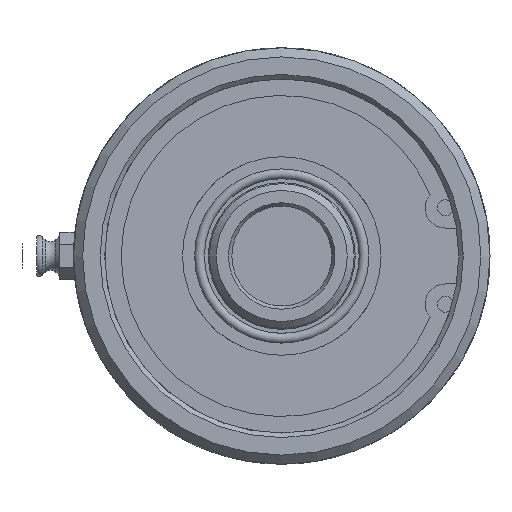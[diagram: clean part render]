
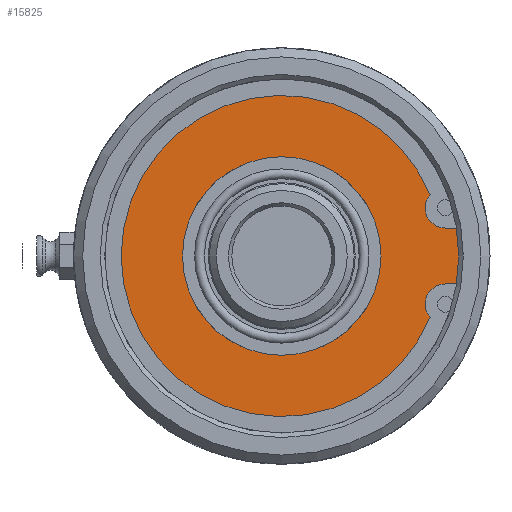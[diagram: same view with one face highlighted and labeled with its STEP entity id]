
A CAD part, left-side view. The second image highlights one B-rep face of the part: STEP entity #15825.
In plain terms, the highlighted planar face has unit normal (-1, 0, 0).
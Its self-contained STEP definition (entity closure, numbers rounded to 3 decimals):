
#185=FACE_BOUND('',#5539,.T.);
#1377=LINE('',#107970,#2264);
#1382=LINE('',#107984,#2269);
#2264=VECTOR('',#19028,10.);
#2269=VECTOR('',#19035,10.);
#4559=FACE_OUTER_BOUND('',#5538,.T.);
#5538=EDGE_LOOP('',(#14139,#14140,#14141,#14142,#14143,#14144));
#5539=EDGE_LOOP('',(#14145));
#5916=CIRCLE('',#16636,3.556);
#5918=CIRCLE('',#16639,28.142);
#5920=CIRCLE('',#16642,3.556);
#5927=CIRCLE('',#16654,33.45);
#5928=CIRCLE('',#16657,17.4);
#7423=VERTEX_POINT('',#107967);
#7424=VERTEX_POINT('',#107969);
#7428=VERTEX_POINT('',#107981);
#7429=VERTEX_POINT('',#107983);
#7430=VERTEX_POINT('',#107987);
#7432=VERTEX_POINT('',#107993);
#7435=VERTEX_POINT('',#108015);
#9681=EDGE_CURVE('',#7424,#7423,#1377,.T.);
#9687=EDGE_CURVE('',#7429,#7428,#1382,.T.);
#9689=EDGE_CURVE('',#7428,#7430,#5916,.T.);
#9692=EDGE_CURVE('',#7430,#7432,#5918,.T.);
#9695=EDGE_CURVE('',#7432,#7424,#5920,.T.);
#9702=EDGE_CURVE('',#7423,#7429,#5927,.T.);
#9703=EDGE_CURVE('',#7435,#7435,#5928,.T.);
#14139=ORIENTED_EDGE('',*,*,#9687,.T.);
#14140=ORIENTED_EDGE('',*,*,#9689,.T.);
#14141=ORIENTED_EDGE('',*,*,#9692,.T.);
#14142=ORIENTED_EDGE('',*,*,#9695,.T.);
#14143=ORIENTED_EDGE('',*,*,#9681,.T.);
#14144=ORIENTED_EDGE('',*,*,#9702,.T.);
#14145=ORIENTED_EDGE('',*,*,#9703,.T.);
#15013=PLANE('',#16656);
#15825=ADVANCED_FACE('',(#4559,#185),#15013,.F.);
#16636=AXIS2_PLACEMENT_3D('',#107988,#19039,#19040);
#16639=AXIS2_PLACEMENT_3D('',#107994,#19046,#19047);
#16642=AXIS2_PLACEMENT_3D('',#107999,#19053,#19054);
#16654=AXIS2_PLACEMENT_3D('',#108012,#19077,#19078);
#16656=AXIS2_PLACEMENT_3D('',#108014,#19081,#19082);
#16657=AXIS2_PLACEMENT_3D('',#108016,#19083,#19084);
#19028=DIRECTION('',(0.,-1.,0.));
#19035=DIRECTION('',(0.,1.,0.));
#19039=DIRECTION('center_axis',(1.,0.,0.));
#19040=DIRECTION('ref_axis',(0.,0.754,0.657));
#19046=DIRECTION('center_axis',(-1.,0.,0.));
#19047=DIRECTION('ref_axis',(0.,0.924,-0.384));
#19053=DIRECTION('center_axis',(1.,0.,0.));
#19054=DIRECTION('ref_axis',(0.,0.,1.));
#19077=DIRECTION('center_axis',(-1.,0.,0.));
#19078=DIRECTION('ref_axis',(0.,1.,0.));
#19081=DIRECTION('center_axis',(1.,0.,0.));
#19082=DIRECTION('ref_axis',(0.,0.,-1.));
#19083=DIRECTION('center_axis',(1.,0.,0.));
#19084=DIRECTION('ref_axis',(0.,1.,0.));
#107967=CARTESIAN_POINT('',(6.08,-33.089,-4.902));
#107969=CARTESIAN_POINT('',(6.08,-28.672,-4.902));
#107970=CARTESIAN_POINT('',(6.08,-8.182,-4.902));
#107981=CARTESIAN_POINT('',(6.08,-28.672,4.902));
#107983=CARTESIAN_POINT('',(6.08,-33.089,4.902));
#107984=CARTESIAN_POINT('',(6.08,-5.974,4.902));
#107987=CARTESIAN_POINT('',(6.08,-25.99,10.793));
#107988=CARTESIAN_POINT('Origin',(6.08,-28.672,8.458));
#107993=CARTESIAN_POINT('',(6.08,-25.99,-10.793));
#107994=CARTESIAN_POINT('Origin',(6.08,0.,0.));
#107999=CARTESIAN_POINT('Origin',(6.08,-28.672,-8.458));
#108012=CARTESIAN_POINT('Origin',(6.08,0.,0.));
#108014=CARTESIAN_POINT('Origin',(6.08,16.725,0.));
#108015=CARTESIAN_POINT('',(6.08,-17.4,0.));
#108016=CARTESIAN_POINT('Origin',(6.08,0.,
0.));
